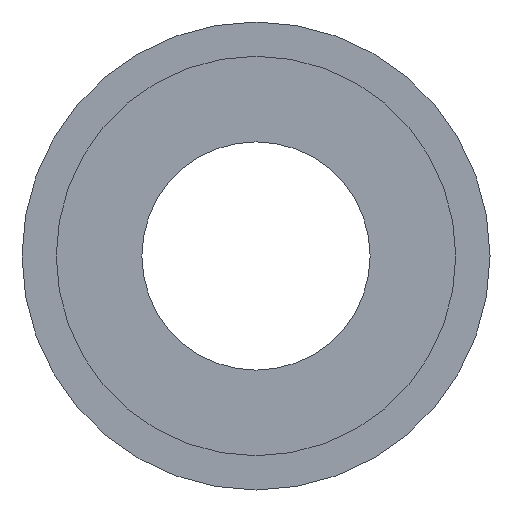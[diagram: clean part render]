
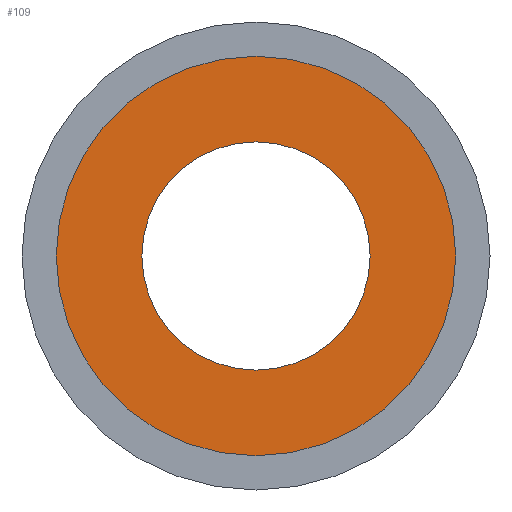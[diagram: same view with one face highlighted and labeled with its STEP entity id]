
A CAD part, left-side view. The second image highlights one B-rep face of the part: STEP entity #109.
In plain terms, the highlighted planar face has unit normal (-1, 0, 0).
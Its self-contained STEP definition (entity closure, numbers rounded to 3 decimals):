
#26=FACE_BOUND('',#41,.T.);
#32=FACE_OUTER_BOUND('',#40,.T.);
#40=EDGE_LOOP('',(#98,#99));
#41=EDGE_LOOP('',(#100));
#49=CIRCLE('',#140,2.);
#50=CIRCLE('',#142,3.5);
#51=CIRCLE('',#143,3.5);
#59=VERTEX_POINT('',#202);
#60=VERTEX_POINT('',#206);
#61=VERTEX_POINT('',#208);
#71=EDGE_CURVE('',#59,#59,#49,.T.);
#73=EDGE_CURVE('',#60,#61,#50,.T.);
#74=EDGE_CURVE('',#61,#60,#51,.T.);
#98=ORIENTED_EDGE('',*,*,#74,.F.);
#99=ORIENTED_EDGE('',*,*,#73,.F.);
#100=ORIENTED_EDGE('',*,*,#71,.F.);
#103=PLANE('',#145);
#109=ADVANCED_FACE('',(#32,#26),#103,.F.);
#140=AXIS2_PLACEMENT_3D('',#204,#170,#171);
#142=AXIS2_PLACEMENT_3D('',#209,#175,#176);
#143=AXIS2_PLACEMENT_3D('',#210,#177,#178);
#145=AXIS2_PLACEMENT_3D('',#212,#181,#182);
#170=DIRECTION('center_axis',(-1.,0.,0.));
#171=DIRECTION('ref_axis',(0.,-1.,0.));
#175=DIRECTION('center_axis',(1.,0.,0.));
#176=DIRECTION('ref_axis',(0.,1.,0.));
#177=DIRECTION('center_axis',(1.,0.,0.));
#178=DIRECTION('ref_axis',(0.,1.,0.));
#181=DIRECTION('center_axis',(1.,0.,0.));
#182=DIRECTION('ref_axis',(0.,0.,-1.));
#202=CARTESIAN_POINT('',(0.,2.,0.));
#204=CARTESIAN_POINT('Origin',(0.,0.,0.));
#206=CARTESIAN_POINT('',(0.,-3.5,0.));
#208=CARTESIAN_POINT('',(0.,3.5,0.));
#209=CARTESIAN_POINT('Origin',(0.,0.,0.));
#210=CARTESIAN_POINT('Origin',(0.,0.,0.));
#212=CARTESIAN_POINT('Origin',(0.,0.,0.));
